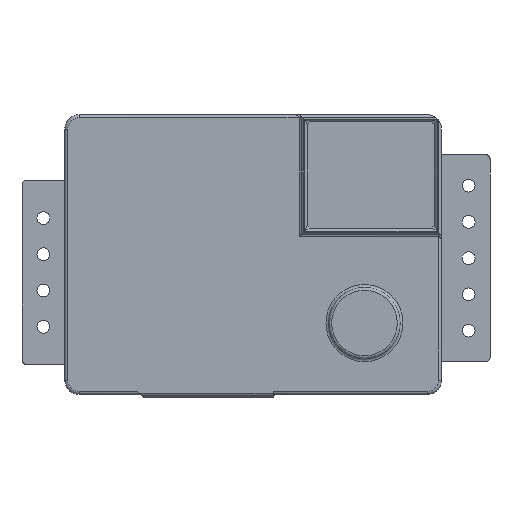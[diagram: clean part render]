
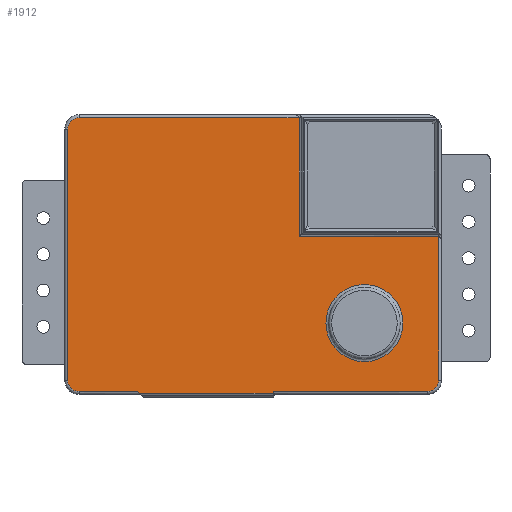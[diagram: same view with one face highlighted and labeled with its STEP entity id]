
A CAD part, front view. The second image highlights one B-rep face of the part: STEP entity #1912.
In plain terms, the highlighted planar face has unit normal (0, -1, 0).
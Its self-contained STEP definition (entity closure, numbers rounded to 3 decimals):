
#19=FACE_BOUND('',#222,.T.);
#110=FACE_OUTER_BOUND('',#221,.T.);
#221=EDGE_LOOP('',(#1379,#1380,#1381,#1382,#1383,#1384,#1385,#1386,#1387,
#1388,#1389,#1390,#1391));
#222=EDGE_LOOP('',(#1392));
#339=CIRCLE('',#2049,2.7);
#341=CIRCLE('',#2052,0.8);
#342=CIRCLE('',#2053,0.8);
#343=CIRCLE('',#2054,0.8);
#431=LINE('',#2897,#641);
#434=LINE('',#2906,#644);
#440=LINE('',#2969,#650);
#441=LINE('',#2973,#651);
#442=LINE('',#2977,#652);
#443=LINE('',#2979,#653);
#444=LINE('',#2981,#654);
#445=LINE('',#2983,#655);
#446=LINE('',#2985,#656);
#447=LINE('',#2988,#657);
#641=VECTOR('',#2284,10.);
#644=VECTOR('',#2293,10.);
#650=VECTOR('',#2319,10.);
#651=VECTOR('',#2322,10.);
#652=VECTOR('',#2325,10.);
#653=VECTOR('',#2326,10.);
#654=VECTOR('',#2327,10.);
#655=VECTOR('',#2328,10.);
#656=VECTOR('',#2329,0.2);
#657=VECTOR('',#2332,10.);
#844=VERTEX_POINT('',#2892);
#845=VERTEX_POINT('',#2896);
#848=VERTEX_POINT('',#2904);
#857=VERTEX_POINT('',#2963);
#858=VERTEX_POINT('',#2968);
#859=VERTEX_POINT('',#2970);
#860=VERTEX_POINT('',#2972);
#861=VERTEX_POINT('',#2974);
#862=VERTEX_POINT('',#2976);
#863=VERTEX_POINT('',#2978);
#864=VERTEX_POINT('',#2980);
#865=VERTEX_POINT('',#2982);
#866=VERTEX_POINT('',#2984);
#867=VERTEX_POINT('',#2986);
#1034=EDGE_CURVE('',#845,#844,#431,.T.);
#1039=EDGE_CURVE('',#848,#845,#434,.T.);
#1051=EDGE_CURVE('',#857,#857,#339,.T.);
#1053=EDGE_CURVE('',#858,#848,#440,.T.);
#1054=EDGE_CURVE('',#859,#858,#341,.T.);
#1055=EDGE_CURVE('',#860,#859,#441,.T.);
#1056=EDGE_CURVE('',#861,#860,#342,.T.);
#1057=EDGE_CURVE('',#862,#861,#442,.T.);
#1058=EDGE_CURVE('',#863,#862,#443,.T.);
#1059=EDGE_CURVE('',#864,#863,#444,.T.);
#1060=EDGE_CURVE('',#865,#864,#445,.T.);
#1061=EDGE_CURVE('',#866,#865,#446,.T.);
#1062=EDGE_CURVE('',#867,#866,#343,.T.);
#1063=EDGE_CURVE('',#844,#867,#447,.T.);
#1379=ORIENTED_EDGE('',*,*,#1039,.F.);
#1380=ORIENTED_EDGE('',*,*,#1053,.F.);
#1381=ORIENTED_EDGE('',*,*,#1054,.F.);
#1382=ORIENTED_EDGE('',*,*,#1055,.F.);
#1383=ORIENTED_EDGE('',*,*,#1056,.F.);
#1384=ORIENTED_EDGE('',*,*,#1057,.F.);
#1385=ORIENTED_EDGE('',*,*,#1058,.F.);
#1386=ORIENTED_EDGE('',*,*,#1059,.F.);
#1387=ORIENTED_EDGE('',*,*,#1060,.F.);
#1388=ORIENTED_EDGE('',*,*,#1061,.F.);
#1389=ORIENTED_EDGE('',*,*,#1062,.F.);
#1390=ORIENTED_EDGE('',*,*,#1063,.F.);
#1391=ORIENTED_EDGE('',*,*,#1034,.F.);
#1392=ORIENTED_EDGE('',*,*,#1051,.F.);
#1829=PLANE('',#2051);
#1912=ADVANCED_FACE('',(#110,#19),#1829,.T.);
#2049=AXIS2_PLACEMENT_3D('',#2965,#2313,#2314);
#2051=AXIS2_PLACEMENT_3D('',#2967,#2317,#2318);
#2052=AXIS2_PLACEMENT_3D('',#2971,#2320,#2321);
#2053=AXIS2_PLACEMENT_3D('',#2975,#2323,#2324);
#2054=AXIS2_PLACEMENT_3D('',#2987,#2330,#2331);
#2284=DIRECTION('',(1.,0.,0.));
#2293=DIRECTION('',(0.,0.,-1.));
#2313=DIRECTION('center_axis',(0.,-1.,0.));
#2314=DIRECTION('ref_axis',(1.,0.,0.));
#2317=DIRECTION('center_axis',(0.,-1.,0.));
#2318=DIRECTION('ref_axis',(0.,0.,1.));
#2319=DIRECTION('',(1.,0.,0.));
#2320=DIRECTION('center_axis',(0.,1.,0.));
#2321=DIRECTION('ref_axis',(-0.707,0.,0.707));
#2322=DIRECTION('',(0.,0.,1.));
#2323=DIRECTION('center_axis',(0.,1.,0.));
#2324=DIRECTION('ref_axis',(-0.707,0.,-0.707));
#2325=DIRECTION('',(-1.,0.,0.));
#2326=DIRECTION('',(-0.707,0.,0.707));
#2327=DIRECTION('',(-1.,0.,0.));
#2328=DIRECTION('',(0.,0.,-1.));
#2329=DIRECTION('',(-1.,0.,0.));
#2330=DIRECTION('center_axis',(0.,1.,0.));
#2331=DIRECTION('ref_axis',(0.836,0.,-0.548));
#2332=DIRECTION('',(0.,0.,-1.));
#2892=CARTESIAN_POINT('',(-31.677,-8.75,9.426));
#2896=CARTESIAN_POINT('',(-41.46,-8.75,9.426));
#2897=CARTESIAN_POINT('',(-41.789,-8.75,9.426));
#2904=CARTESIAN_POINT('',(-41.46,-8.75,17.759));
#2906=CARTESIAN_POINT('',(-41.46,-8.75,12.003));
#2963=CARTESIAN_POINT('',(-36.877,-8.75,0.659));
#2965=CARTESIAN_POINT('Origin',(-36.877,-8.75,3.359));
#2967=CARTESIAN_POINT('Origin',(-44.677,-8.75,8.159));
#2968=CARTESIAN_POINT('',(-56.877,-8.75,17.759));
#2969=CARTESIAN_POINT('',(-38.077,-8.75,17.759));
#2970=CARTESIAN_POINT('',(-57.677,-8.75,16.959));
#2971=CARTESIAN_POINT('Origin',(-56.877,-8.75,16.959));
#2972=CARTESIAN_POINT('',(-57.677,-8.75,-0.641));
#2973=CARTESIAN_POINT('',(-57.677,-8.75,13.059));
#2974=CARTESIAN_POINT('',(-56.877,-8.75,-1.441));
#2975=CARTESIAN_POINT('Origin',(-56.877,-8.75,-0.641));
#2976=CARTESIAN_POINT('',(-52.777,-8.75,-1.441));
#2977=CARTESIAN_POINT('',(-51.277,-8.75,-1.441));
#2978=CARTESIAN_POINT('',(-52.66,-8.75,-1.558));
#2979=CARTESIAN_POINT('',(-53.002,-8.75,-1.216));
#2980=CARTESIAN_POINT('',(-43.277,-8.75,-1.558));
#2981=CARTESIAN_POINT('',(-45.464,-8.75,-1.558));
#2982=CARTESIAN_POINT('',(-43.277,-8.75,-1.441));
#2983=CARTESIAN_POINT('',(-43.277,-8.75,5.709));
#2984=CARTESIAN_POINT('',(-32.477,-8.75,-1.441));
#2985=CARTESIAN_POINT('',(-44.677,-8.75,-1.441));
#2986=CARTESIAN_POINT('',(-31.677,-8.75,-0.641));
#2987=CARTESIAN_POINT('Origin',(-32.477,-8.75,-0.641));
#2988=CARTESIAN_POINT('',(-31.677,-8.75,3.259));
